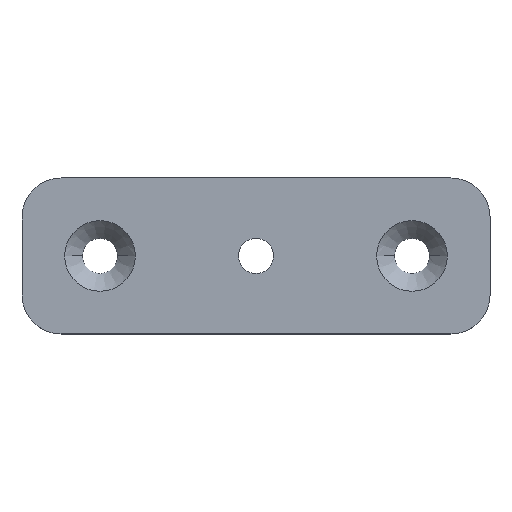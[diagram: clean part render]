
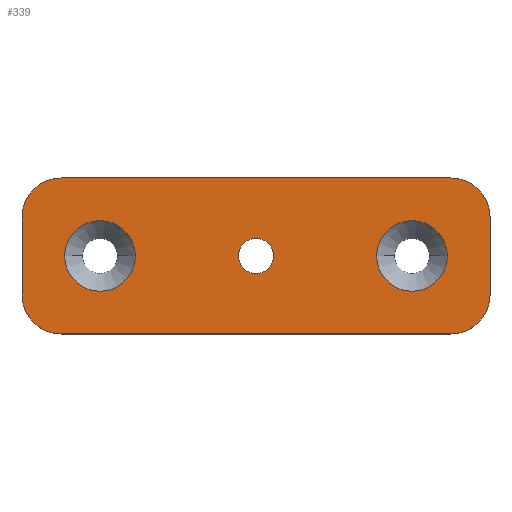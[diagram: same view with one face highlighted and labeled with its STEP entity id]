
A CAD part, top view. The second image highlights one B-rep face of the part: STEP entity #339.
In plain terms, the highlighted planar face has unit normal (0, 0, 1).
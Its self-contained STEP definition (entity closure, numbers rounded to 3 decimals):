
#1 = LINE ( 'NONE', #277, #9 ) ;
#9 = VECTOR ( 'NONE', #613, 1000. ) ;
#12 = EDGE_LOOP ( 'NONE', ( #612, #360 ) ) ;
#14 = CARTESIAN_POINT ( 'NONE',  ( 60., 20., 10. ) ) ;
#16 = CARTESIAN_POINT ( 'NONE',  ( 64.5, 20., 10. ) ) ;
#18 = DIRECTION ( 'NONE',  ( -1., 0., 0. ) ) ;
#23 = VERTEX_POINT ( 'NONE', #319 ) ;
#27 = DIRECTION ( 'NONE',  ( 0., 0., 1. ) ) ;
#36 = DIRECTION ( 'NONE',  ( 0., -1., 0. ) ) ;
#38 = CIRCLE ( 'NONE', #568, 4.5 ) ;
#41 = DIRECTION ( 'NONE',  ( 0., 0., 1. ) ) ;
#44 = VERTEX_POINT ( 'NONE', #447 ) ;
#45 = DIRECTION ( 'NONE',  ( 0., 0., 1. ) ) ;
#51 = CIRCLE ( 'NONE', #68, 9.05 ) ;
#52 = CIRCLE ( 'NONE', #723, 9.05 ) ;
#55 = ORIENTED_EDGE ( 'NONE', *, *, #123, .T. ) ;
#56 = EDGE_CURVE ( 'NONE', #557, #657, #51, .T. ) ;
#57 = CIRCLE ( 'NONE', #619, 10. ) ;
#63 = PLANE ( 'NONE',  #665 ) ;
#68 = AXIS2_PLACEMENT_3D ( 'NONE', #731, #334, #341 ) ;
#73 = EDGE_CURVE ( 'NONE', #300, #415, #52, .T. ) ;
#77 = DIRECTION ( 'NONE',  ( 1., 0., 0. ) ) ;
#81 = CARTESIAN_POINT ( 'NONE',  ( 0., 30., 10. ) ) ;
#86 = VERTEX_POINT ( 'NONE', #674 ) ;
#100 = DIRECTION ( 'NONE',  ( 1., 0., 0. ) ) ;
#113 = EDGE_CURVE ( 'NONE', #118, #44, #564, .T. ) ;
#118 = VERTEX_POINT ( 'NONE', #163 ) ;
#122 = DIRECTION ( 'NONE',  ( 1., 0., 0. ) ) ;
#123 = EDGE_CURVE ( 'NONE', #419, #271, #1, .T. ) ;
#125 = DIRECTION ( 'NONE',  ( 1., 0., 0. ) ) ;
#127 = CARTESIAN_POINT ( 'NONE',  ( 10., 40., 10. ) ) ;
#132 = CARTESIAN_POINT ( 'NONE',  ( 110., 0., 10. ) ) ;
#134 = CARTESIAN_POINT ( 'NONE',  ( 10.95, 20., 10. ) ) ;
#149 = ORIENTED_EDGE ( 'NONE', *, *, #713, .T. ) ;
#150 = CARTESIAN_POINT ( 'NONE',  ( 10., 30., 10. ) ) ;
#154 = ORIENTED_EDGE ( 'NONE', *, *, #172, .F. ) ;
#159 = EDGE_CURVE ( 'NONE', #44, #419, #217, .T. ) ;
#163 = CARTESIAN_POINT ( 'NONE',  ( 120., 10., 10. ) ) ;
#165 = EDGE_CURVE ( 'NONE', #478, #406, #178, .T. ) ;
#172 = EDGE_CURVE ( 'NONE', #86, #577, #38, .T. ) ;
#178 = LINE ( 'NONE', #284, #197 ) ;
#183 = ORIENTED_EDGE ( 'NONE', *, *, #165, .T. ) ;
#186 = CARTESIAN_POINT ( 'NONE',  ( 10., 10., 10. ) ) ;
#187 = CIRCLE ( 'NONE', #594, 9.05 ) ;
#197 = VECTOR ( 'NONE', #36, 1000. ) ;
#199 = EDGE_CURVE ( 'NONE', #415, #300, #187, .T. ) ;
#203 = EDGE_LOOP ( 'NONE', ( #560, #403, #586, #541, #553, #55, #149, #183 ) ) ;
#204 = CARTESIAN_POINT ( 'NONE',  ( 90.95, 20., 10. ) ) ;
#217 = CIRCLE ( 'NONE', #746, 10. ) ;
#231 = DIRECTION ( 'NONE',  ( 0., 0., 1. ) ) ;
#259 = VECTOR ( 'NONE', #77, 1000. ) ;
#260 = DIRECTION ( 'NONE',  ( 1., 0., 0. ) ) ;
#263 = DIRECTION ( 'NONE',  ( 0., 0., 1. ) ) ;
#264 = ORIENTED_EDGE ( 'NONE', *, *, #73, .F. ) ;
#271 = VERTEX_POINT ( 'NONE', #127 ) ;
#277 = CARTESIAN_POINT ( 'NONE',  ( 10., 40., 10. ) ) ;
#284 = CARTESIAN_POINT ( 'NONE',  ( 0., 10., 10. ) ) ;
#292 = FACE_BOUND ( 'NONE', #603, .T. ) ;
#300 = VERTEX_POINT ( 'NONE', #358 ) ;
#319 = CARTESIAN_POINT ( 'NONE',  ( 10., 0., 10. ) ) ;
#328 = DIRECTION ( 'NONE',  ( 0., 0., 1. ) ) ;
#333 = EDGE_CURVE ( 'NONE', #657, #557, #483, .T. ) ;
#334 = DIRECTION ( 'NONE',  ( 0., 0., 1. ) ) ;
#339 = ADVANCED_FACE ( 'NONE', ( #292, #580, #548, #678 ), #63, .T. ) ;
#341 = DIRECTION ( 'NONE',  ( 1., 0., 0. ) ) ;
#344 = DIRECTION ( 'NONE',  ( 0., 1., 0. ) ) ;
#358 = CARTESIAN_POINT ( 'NONE',  ( 29.05, 20., 10. ) ) ;
#360 = ORIENTED_EDGE ( 'NONE', *, *, #333, .F. ) ;
#369 = CARTESIAN_POINT ( 'NONE',  ( 110., 0., 10. ) ) ;
#374 = CIRCLE ( 'NONE', #583, 4.5 ) ;
#384 = CIRCLE ( 'NONE', #467, 10. ) ;
#397 = CARTESIAN_POINT ( 'NONE',  ( 110., 30., 10. ) ) ;
#403 = ORIENTED_EDGE ( 'NONE', *, *, #633, .T. ) ;
#404 = DIRECTION ( 'NONE',  ( 1., 0., 0. ) ) ;
#406 = VERTEX_POINT ( 'NONE', #638 ) ;
#411 = CARTESIAN_POINT ( 'NONE',  ( 60., 20., 10. ) ) ;
#415 = VERTEX_POINT ( 'NONE', #134 ) ;
#416 = CARTESIAN_POINT ( 'NONE',  ( 100., 20., 10. ) ) ;
#419 = VERTEX_POINT ( 'NONE', #533 ) ;
#428 = VERTEX_POINT ( 'NONE', #369 ) ;
#434 = ORIENTED_EDGE ( 'NONE', *, *, #199, .F. ) ;
#443 = DIRECTION ( 'NONE',  ( -1., 0., 0. ) ) ;
#447 = CARTESIAN_POINT ( 'NONE',  ( 120., 30., 10. ) ) ;
#467 = AXIS2_PLACEMENT_3D ( 'NONE', #704, #480, #18 ) ;
#469 = ORIENTED_EDGE ( 'NONE', *, *, #647, .F. ) ;
#478 = VERTEX_POINT ( 'NONE', #81 ) ;
#480 = DIRECTION ( 'NONE',  ( 0., 0., 1. ) ) ;
#482 = CARTESIAN_POINT ( 'NONE',  ( 109.05, 20., 10. ) ) ;
#483 = CIRCLE ( 'NONE', #659, 9.05 ) ;
#497 = VECTOR ( 'NONE', #344, 1000. ) ;
#501 = AXIS2_PLACEMENT_3D ( 'NONE', #150, #27, #443 ) ;
#507 = DIRECTION ( 'NONE',  ( 1., 0., 0. ) ) ;
#533 = CARTESIAN_POINT ( 'NONE',  ( 110., 40., 10. ) ) ;
#541 = ORIENTED_EDGE ( 'NONE', *, *, #113, .T. ) ;
#548 = FACE_OUTER_BOUND ( 'NONE', #203, .T. ) ;
#549 = DIRECTION ( 'NONE',  ( 1., 0., 0. ) ) ;
#553 = ORIENTED_EDGE ( 'NONE', *, *, #159, .T. ) ;
#557 = VERTEX_POINT ( 'NONE', #482 ) ;
#560 = ORIENTED_EDGE ( 'NONE', *, *, #587, .T. ) ;
#564 = LINE ( 'NONE', #617, #497 ) ;
#568 = AXIS2_PLACEMENT_3D ( 'NONE', #411, #572, #404 ) ;
#572 = DIRECTION ( 'NONE',  ( 0., 0., 1. ) ) ;
#574 = EDGE_CURVE ( 'NONE', #428, #118, #384, .T. ) ;
#577 = VERTEX_POINT ( 'NONE', #16 ) ;
#580 = FACE_BOUND ( 'NONE', #12, .T. ) ;
#583 = AXIS2_PLACEMENT_3D ( 'NONE', #14, #263, #260 ) ;
#586 = ORIENTED_EDGE ( 'NONE', *, *, #574, .T. ) ;
#587 = EDGE_CURVE ( 'NONE', #406, #23, #57, .T. ) ;
#594 = AXIS2_PLACEMENT_3D ( 'NONE', #631, #231, #689 ) ;
#603 = EDGE_LOOP ( 'NONE', ( #264, #434 ) ) ;
#605 = CARTESIAN_POINT ( 'NONE',  ( 10., 10., 10. ) ) ;
#612 = ORIENTED_EDGE ( 'NONE', *, *, #56, .F. ) ;
#613 = DIRECTION ( 'NONE',  ( -1., 0., 0. ) ) ;
#617 = CARTESIAN_POINT ( 'NONE',  ( 120., 30., 10. ) ) ;
#619 = AXIS2_PLACEMENT_3D ( 'NONE', #605, #328, #549 ) ;
#631 = CARTESIAN_POINT ( 'NONE',  ( 20., 20., 10. ) ) ;
#633 = EDGE_CURVE ( 'NONE', #23, #428, #716, .T. ) ;
#638 = CARTESIAN_POINT ( 'NONE',  ( 0., 10., 10. ) ) ;
#639 = CIRCLE ( 'NONE', #501, 10. ) ;
#647 = EDGE_CURVE ( 'NONE', #577, #86, #374, .T. ) ;
#657 = VERTEX_POINT ( 'NONE', #204 ) ;
#658 = EDGE_LOOP ( 'NONE', ( #154, #469 ) ) ;
#659 = AXIS2_PLACEMENT_3D ( 'NONE', #416, #693, #122 ) ;
#665 = AXIS2_PLACEMENT_3D ( 'NONE', #186, #696, #125 ) ;
#674 = CARTESIAN_POINT ( 'NONE',  ( 55.5, 20., 10. ) ) ;
#678 = FACE_BOUND ( 'NONE', #658, .T. ) ;
#689 = DIRECTION ( 'NONE',  ( 1., 0., 0. ) ) ;
#693 = DIRECTION ( 'NONE',  ( 0., 0., 1. ) ) ;
#696 = DIRECTION ( 'NONE',  ( 0., 0., 1. ) ) ;
#704 = CARTESIAN_POINT ( 'NONE',  ( 110., 10., 10. ) ) ;
#713 = EDGE_CURVE ( 'NONE', #271, #478, #639, .T. ) ;
#716 = LINE ( 'NONE', #132, #259 ) ;
#723 = AXIS2_PLACEMENT_3D ( 'NONE', #735, #45, #507 ) ;
#731 = CARTESIAN_POINT ( 'NONE',  ( 100., 20., 10. ) ) ;
#735 = CARTESIAN_POINT ( 'NONE',  ( 20., 20., 10. ) ) ;
#746 = AXIS2_PLACEMENT_3D ( 'NONE', #397, #41, #100 ) ;
